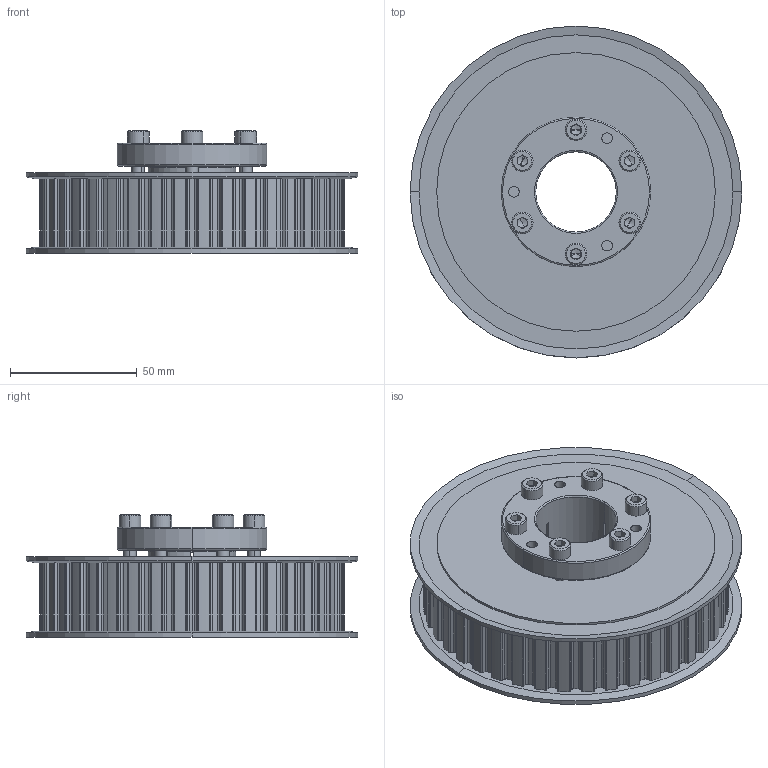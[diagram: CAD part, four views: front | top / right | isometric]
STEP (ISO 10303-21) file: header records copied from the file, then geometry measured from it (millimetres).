
FILE_DESCRIPTION (( 'STEP AP203' ), '1' );
FILE_NAME ('A40-L100-SPBO-1250.step', '2023-08-24T19:19:19', ( '' ), ( '' ), 'SwSTEP 2.0', 'SolidWorks 2021', '' );
FILE_SCHEMA (( 'CONFIG_CONTROL_DESIGN' ));
Length unit declared in the file: millimetre
Products named in the file (1): A40-L100-SPBO-1250
Bounding box: 131 x 131 x 48.5 mm (x, y, z)
Volume: 352465.1 mm3; surface area: 72964.8 mm2
Topology: 10 solids, 10 shells, 619 faces, 1669 edges, 1066 vertices
Faces by surface type: cylinder 349, plane 196, cone 62, torus 12
Entity records: 19644 total; most frequent: DIRECTION 3675, CARTESIAN_POINT 3407, ORIENTED_EDGE 3290, EDGE_CURVE 1645, AXIS2_PLACEMENT_3D 1426, VERTEX_POINT 1066, LINE 823, VECTOR 823
